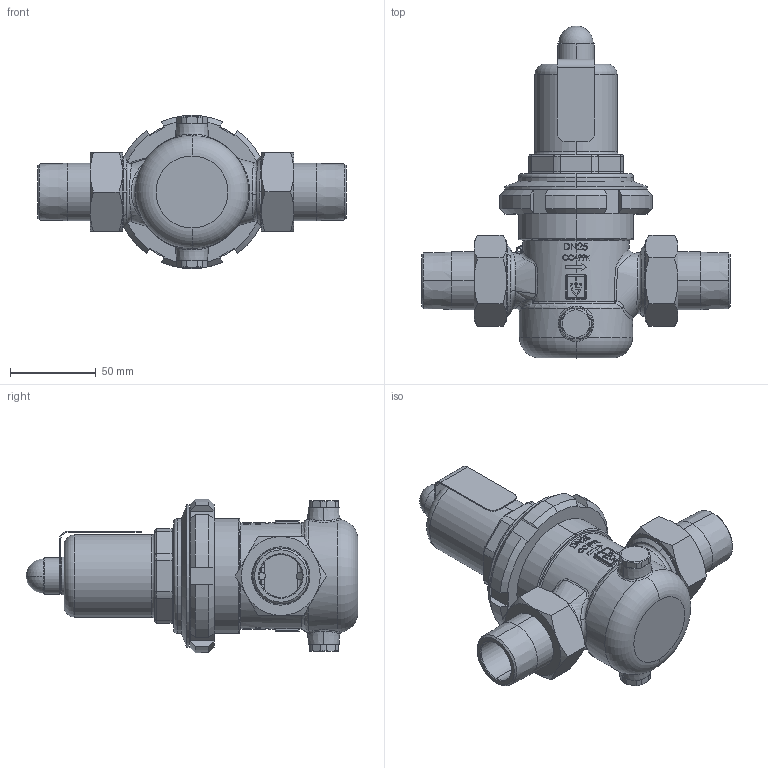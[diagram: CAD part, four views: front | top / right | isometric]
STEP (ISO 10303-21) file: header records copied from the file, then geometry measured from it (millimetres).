
FILE_DESCRIPTION (( 'STEP AP214' ), '1' );
FILE_NAME ('681 LP 25 Dummy.STEP', '2012-06-28T09:14:46', ( 'Blankenhorn' ), ( '' ), 'SwSTEP 2.0', 'SolidWorks 2011', '' );
FILE_SCHEMA (( 'AUTOMOTIVE_DESIGN' ));
Length unit declared in the file: millimetre
Products named in the file (1): 681 LP 25 Dummy
Bounding box: 180 x 193.7 x 89.5 mm (x, y, z)
Volume: 275784.4 mm3; surface area: 151486.1 mm2
Topology: 14 solids, 14 shells, 1113 faces, 2790 edges, 1748 vertices
Faces by surface type: plane 375, cylinder 283, bspline 213, cone 147, torus 83, sphere 12
Entity records: 62868 total; most frequent: CARTESIAN_POINT 25515, ORIENTED_EDGE 5546, DIRECTION 4739, EDGE_CURVE 2773, AXIS2_PLACEMENT_3D 1825, VERTEX_POINT 1745, EDGE_LOOP 1202, UNCERTAINTY_MEASURE_WITH_UNIT 1129
